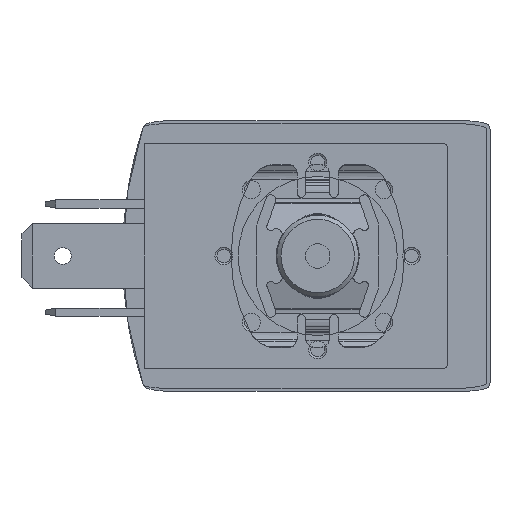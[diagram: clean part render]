
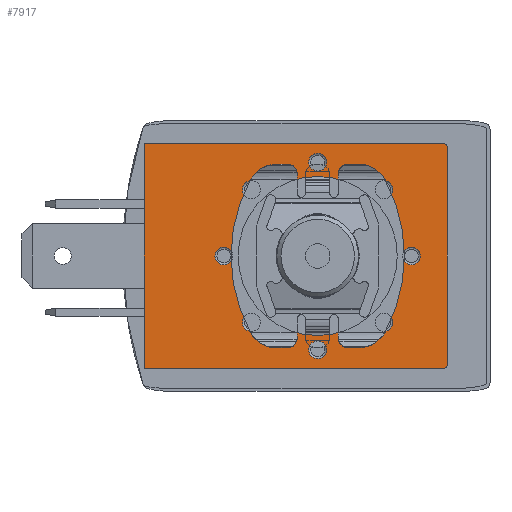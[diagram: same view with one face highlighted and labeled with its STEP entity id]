
A CAD part, left-side view. The second image highlights one B-rep face of the part: STEP entity #7917.
In plain terms, the highlighted face is planar.
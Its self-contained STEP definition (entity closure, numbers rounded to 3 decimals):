
#555=LINE('',#11693,#1005);
#559=LINE('',#11704,#1009);
#568=LINE('',#11729,#1018);
#579=LINE('',#11752,#1029);
#1005=VECTOR('',#9723,1000.);
#1009=VECTOR('',#9733,1000.);
#1018=VECTOR('',#9754,1000.);
#1029=VECTOR('',#9775,1000.);
#2011=ORIENTED_EDGE('',*,*,#3378,.T.);
#2012=ORIENTED_EDGE('',*,*,#3379,.T.);
#2013=ORIENTED_EDGE('',*,*,#3380,.T.);
#2014=ORIENTED_EDGE('',*,*,#3381,.T.);
#2015=ORIENTED_EDGE('',*,*,#3382,.T.);
#2016=ORIENTED_EDGE('',*,*,#3383,.T.);
#2017=ORIENTED_EDGE('',*,*,#3384,.T.);
#2018=ORIENTED_EDGE('',*,*,#3385,.T.);
#2019=ORIENTED_EDGE('',*,*,#3386,.T.);
#2020=ORIENTED_EDGE('',*,*,#3367,.T.);
#2021=ORIENTED_EDGE('',*,*,#3334,.T.);
#2022=ORIENTED_EDGE('',*,*,#3350,.T.);
#2023=ORIENTED_EDGE('',*,*,#3353,.T.);
#2024=ORIENTED_EDGE('',*,*,#3356,.T.);
#2025=ORIENTED_EDGE('',*,*,#3340,.T.);
#3334=EDGE_CURVE('',#4082,#4083,#555,.T.);
#3340=EDGE_CURVE('',#4086,#4087,#559,.T.);
#3350=EDGE_CURVE('',#4083,#4094,#4560,.T.);
#3353=EDGE_CURVE('',#4094,#4096,#568,.T.);
#3356=EDGE_CURVE('',#4096,#4086,#4562,.T.);
#3367=EDGE_CURVE('',#4087,#4082,#579,.T.);
#3378=EDGE_CURVE('',#4112,#4112,#4574,.T.);
#3379=EDGE_CURVE('',#4113,#4113,#4575,.T.);
#3380=EDGE_CURVE('',#4114,#4114,#4576,.T.);
#3381=EDGE_CURVE('',#4115,#4115,#4577,.T.);
#3382=EDGE_CURVE('',#4116,#4116,#4578,.T.);
#3383=EDGE_CURVE('',#4117,#4117,#4579,.T.);
#3384=EDGE_CURVE('',#4118,#4118,#4580,.T.);
#3385=EDGE_CURVE('',#4119,#4119,#4581,.T.);
#3386=EDGE_CURVE('',#4120,#4120,#4582,.T.);
#4082=VERTEX_POINT('',#11694);
#4083=VERTEX_POINT('',#11695);
#4086=VERTEX_POINT('',#11705);
#4087=VERTEX_POINT('',#11706);
#4094=VERTEX_POINT('',#11724);
#4096=VERTEX_POINT('',#11730);
#4112=VERTEX_POINT('',#11775);
#4113=VERTEX_POINT('',#11777);
#4114=VERTEX_POINT('',#11779);
#4115=VERTEX_POINT('',#11781);
#4116=VERTEX_POINT('',#11783);
#4117=VERTEX_POINT('',#11785);
#4118=VERTEX_POINT('',#11787);
#4119=VERTEX_POINT('',#11789);
#4120=VERTEX_POINT('',#11791);
#4560=CIRCLE('',#8457,0.3);
#4562=CIRCLE('',#8461,0.3);
#4574=CIRCLE('',#8476,0.875);
#4575=CIRCLE('',#8477,0.875);
#4576=CIRCLE('',#8478,0.875);
#4577=CIRCLE('',#8479,0.875);
#4578=CIRCLE('',#8480,0.875);
#4579=CIRCLE('',#8481,0.875);
#4580=CIRCLE('',#8482,0.875);
#4581=CIRCLE('',#8483,0.875);
#4582=CIRCLE('',#8484,7.8);
#4939=EDGE_LOOP('',(#2011));
#4940=EDGE_LOOP('',(#2012));
#4941=EDGE_LOOP('',(#2013));
#4942=EDGE_LOOP('',(#2014));
#4943=EDGE_LOOP('',(#2015));
#4944=EDGE_LOOP('',(#2016));
#4945=EDGE_LOOP('',(#2017));
#4946=EDGE_LOOP('',(#2018));
#4947=EDGE_LOOP('',(#2019));
#4948=EDGE_LOOP('',(#2020,#2021,#2022,#2023,#2024,#2025));
#5443=FACE_BOUND('',#4939,.T.);
#5444=FACE_BOUND('',#4940,.T.);
#5445=FACE_BOUND('',#4941,.T.);
#5446=FACE_BOUND('',#4942,.T.);
#5447=FACE_BOUND('',#4943,.T.);
#5448=FACE_BOUND('',#4944,.T.);
#5449=FACE_BOUND('',#4945,.T.);
#5450=FACE_BOUND('',#4946,.T.);
#5451=FACE_BOUND('',#4947,.T.);
#5452=FACE_BOUND('',#4948,.T.);
#5800=PLANE('',#8475);
#7917=ADVANCED_FACE('',(#5443,#5444,#5445,#5446,#5447,#5448,#5449,#5450,
#5451,#5452),#5800,.T.);
#8457=AXIS2_PLACEMENT_3D('',#11723,#9747,#9748);
#8461=AXIS2_PLACEMENT_3D('',#11735,#9759,#9760);
#8475=AXIS2_PLACEMENT_3D('',#11773,#9797,#9798);
#8476=AXIS2_PLACEMENT_3D('',#11774,#9799,#9800);
#8477=AXIS2_PLACEMENT_3D('',#11776,#9801,#9802);
#8478=AXIS2_PLACEMENT_3D('',#11778,#9803,#9804);
#8479=AXIS2_PLACEMENT_3D('',#11780,#9805,#9806);
#8480=AXIS2_PLACEMENT_3D('',#11782,#9807,#9808);
#8481=AXIS2_PLACEMENT_3D('',#11784,#9809,#9810);
#8482=AXIS2_PLACEMENT_3D('',#11786,#9811,#9812);
#8483=AXIS2_PLACEMENT_3D('',#11788,#9813,#9814);
#8484=AXIS2_PLACEMENT_3D('',#11790,#9815,#9816);
#9723=DIRECTION('',(0.,-1.,0.));
#9733=DIRECTION('',(0.,1.,0.));
#9747=DIRECTION('',(0.,0.,1.));
#9748=DIRECTION('',(1.,0.,0.));
#9754=DIRECTION('',(1.,0.,0.));
#9759=DIRECTION('',(0.,0.,1.));
#9760=DIRECTION('',(1.,0.,0.));
#9775=DIRECTION('',(-1.,0.,0.));
#9797=DIRECTION('',(0.,0.,1.));
#9798=DIRECTION('',(1.,0.,0.));
#9799=DIRECTION('',(0.,0.,-1.));
#9800=DIRECTION('',(-1.,0.,0.));
#9801=DIRECTION('',(0.,0.,-1.));
#9802=DIRECTION('',(-1.,0.,0.));
#9803=DIRECTION('',(0.,0.,-1.));
#9804=DIRECTION('',(-1.,0.,0.));
#9805=DIRECTION('',(0.,0.,-1.));
#9806=DIRECTION('',(-1.,0.,0.));
#9807=DIRECTION('',(0.,0.,-1.));
#9808=DIRECTION('',(-1.,0.,0.));
#9809=DIRECTION('',(0.,0.,-1.));
#9810=DIRECTION('',(-1.,0.,0.));
#9811=DIRECTION('',(0.,0.,-1.));
#9812=DIRECTION('',(-1.,0.,0.));
#9813=DIRECTION('',(0.,0.,-1.));
#9814=DIRECTION('',(-1.,0.,0.));
#9815=DIRECTION('',(0.,0.,-1.));
#9816=DIRECTION('',(-1.,0.,0.));
#11693=CARTESIAN_POINT('',(-11.,0.,0.));
#11694=CARTESIAN_POINT('',(-11.,0.,0.));
#11695=CARTESIAN_POINT('',(-11.,-29.4,0.));
#11704=CARTESIAN_POINT('',(11.,-29.4,0.));
#11705=CARTESIAN_POINT('',(11.,-29.4,0.));
#11706=CARTESIAN_POINT('',(11.,0.,0.));
#11723=CARTESIAN_POINT('',(-10.7,-29.4,0.));
#11724=CARTESIAN_POINT('',(-10.7,-29.7,0.));
#11729=CARTESIAN_POINT('',(-10.7,-29.7,0.));
#11730=CARTESIAN_POINT('',(10.7,-29.7,0.));
#11735=CARTESIAN_POINT('',(10.7,-29.4,0.));
#11752=CARTESIAN_POINT('',(11.,0.,0.));
#11773=CARTESIAN_POINT('',(-10.7,-29.4,0.));
#11774=CARTESIAN_POINT('',(-9.2,-17.,0.));
#11775=CARTESIAN_POINT('',(-10.075,-17.,0.));
#11776=CARTESIAN_POINT('',(-6.505,-23.505,0.));
#11777=CARTESIAN_POINT('',(-7.38,-23.505,0.));
#11778=CARTESIAN_POINT('',(0.,-26.2,0.));
#11779=CARTESIAN_POINT('',(-0.875,-26.2,0.));
#11780=CARTESIAN_POINT('',(6.505,-23.505,0.));
#11781=CARTESIAN_POINT('',(5.63,-23.505,0.));
#11782=CARTESIAN_POINT('',(9.2,-17.,0.));
#11783=CARTESIAN_POINT('',(8.325,-17.,0.));
#11784=CARTESIAN_POINT('',(6.505,-10.495,0.));
#11785=CARTESIAN_POINT('',(5.63,-10.495,0.));
#11786=CARTESIAN_POINT('',(-6.505,-10.495,0.));
#11787=CARTESIAN_POINT('',(-7.38,-10.495,0.));
#11788=CARTESIAN_POINT('',(0.,-7.8,0.));
#11789=CARTESIAN_POINT('',(-0.875,-7.8,0.));
#11790=CARTESIAN_POINT('',(0.,-17.,0.));
#11791=CARTESIAN_POINT('',(-7.8,-17.,0.));
